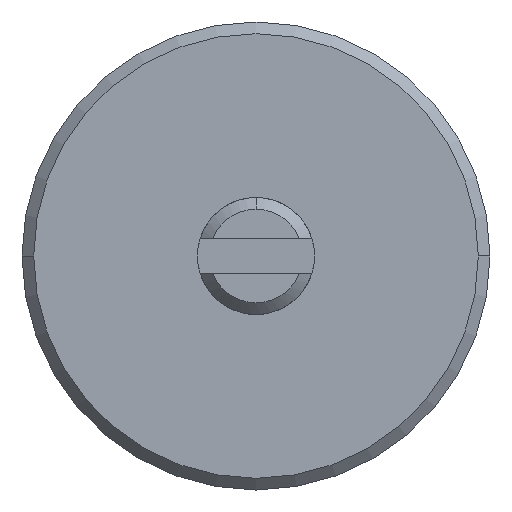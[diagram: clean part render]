
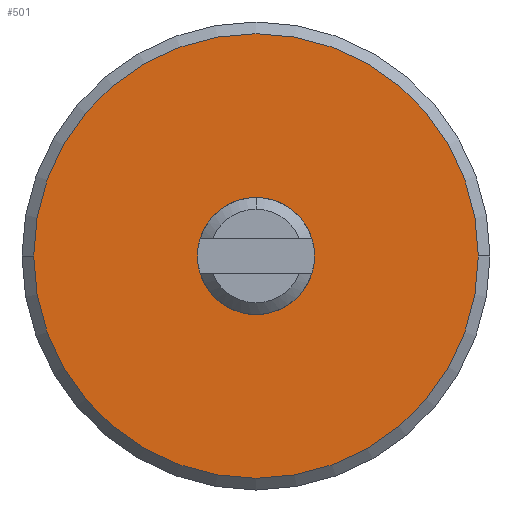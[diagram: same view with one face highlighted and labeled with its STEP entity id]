
A CAD part, front view. The second image highlights one B-rep face of the part: STEP entity #501.
In plain terms, the highlighted planar face has unit normal (0, -1, 0).
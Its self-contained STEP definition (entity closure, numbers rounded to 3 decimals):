
#8 = AXIS2_PLACEMENT_3D ( 'NONE', #246, #485, #635 ) ;
#15 = VERTEX_POINT ( 'NONE', #382 ) ;
#26 = DIRECTION ( 'NONE',  ( 0., -1., 0. ) ) ;
#56 = DIRECTION ( 'NONE',  ( 1., 0., 0. ) ) ;
#64 = CARTESIAN_POINT ( 'NONE',  ( 3.8, -3.619, 0. ) ) ;
#75 = EDGE_CURVE ( 'NONE', #271, #15, #398, .T. ) ;
#82 = FACE_BOUND ( 'NONE', #284, .T. ) ;
#90 = DIRECTION ( 'NONE',  ( 1., 0., 0. ) ) ;
#95 = VERTEX_POINT ( 'NONE', #331 ) ;
#113 = CARTESIAN_POINT ( 'NONE',  ( 1., -3.619, 0. ) ) ;
#120 = AXIS2_PLACEMENT_3D ( 'NONE', #338, #26, #391 ) ;
#167 = VERTEX_POINT ( 'NONE', #113 ) ;
#186 = EDGE_CURVE ( 'NONE', #167, #95, #425, .T. ) ;
#237 = CARTESIAN_POINT ( 'NONE',  ( 0., -3.619, 0. ) ) ;
#246 = CARTESIAN_POINT ( 'NONE',  ( 0., -3.619, 0. ) ) ;
#248 = CARTESIAN_POINT ( 'NONE',  ( 0., -3.619, 0. ) ) ;
#262 = CARTESIAN_POINT ( 'NONE',  ( 0., -3.619, 0. ) ) ;
#271 = VERTEX_POINT ( 'NONE', #64 ) ;
#279 = AXIS2_PLACEMENT_3D ( 'NONE', #237, #405, #90 ) ;
#284 = EDGE_LOOP ( 'NONE', ( #524, #477 ) ) ;
#315 = DIRECTION ( 'NONE',  ( 0., 1., 0. ) ) ;
#331 = CARTESIAN_POINT ( 'NONE',  ( -1., -3.619, 0. ) ) ;
#338 = CARTESIAN_POINT ( 'NONE',  ( 2.4, -3.619, 0. ) ) ;
#340 = ORIENTED_EDGE ( 'NONE', *, *, #75, .F. ) ;
#343 = ORIENTED_EDGE ( 'NONE', *, *, #567, .F. ) ;
#382 = CARTESIAN_POINT ( 'NONE',  ( -3.8, -3.619, 0. ) ) ;
#391 = DIRECTION ( 'NONE',  ( 0., 0., -1. ) ) ;
#398 = CIRCLE ( 'NONE', #8, 3.8 ) ;
#405 = DIRECTION ( 'NONE',  ( 0., 1., 0. ) ) ;
#424 = AXIS2_PLACEMENT_3D ( 'NONE', #248, #651, #596 ) ;
#425 = CIRCLE ( 'NONE', #432, 1. ) ;
#432 = AXIS2_PLACEMENT_3D ( 'NONE', #262, #315, #56 ) ;
#477 = ORIENTED_EDGE ( 'NONE', *, *, #591, .T. ) ;
#481 = FACE_OUTER_BOUND ( 'NONE', #581, .T. ) ;
#483 = PLANE ( 'NONE',  #120 ) ;
#485 = DIRECTION ( 'NONE',  ( 0., 1., 0. ) ) ;
#501 = ADVANCED_FACE ( 'NONE', ( #481, #82 ), #483, .T. ) ;
#524 = ORIENTED_EDGE ( 'NONE', *, *, #186, .T. ) ;
#567 = EDGE_CURVE ( 'NONE', #15, #271, #608, .T. ) ;
#581 = EDGE_LOOP ( 'NONE', ( #343, #340 ) ) ;
#591 = EDGE_CURVE ( 'NONE', #95, #167, #627, .T. ) ;
#596 = DIRECTION ( 'NONE',  ( -1., 0., 0. ) ) ;
#608 = CIRCLE ( 'NONE', #424, 3.8 ) ;
#627 = CIRCLE ( 'NONE', #279, 1. ) ;
#635 = DIRECTION ( 'NONE',  ( -1., 0., 0. ) ) ;
#651 = DIRECTION ( 'NONE',  ( 0., 1., 0. ) ) ;
